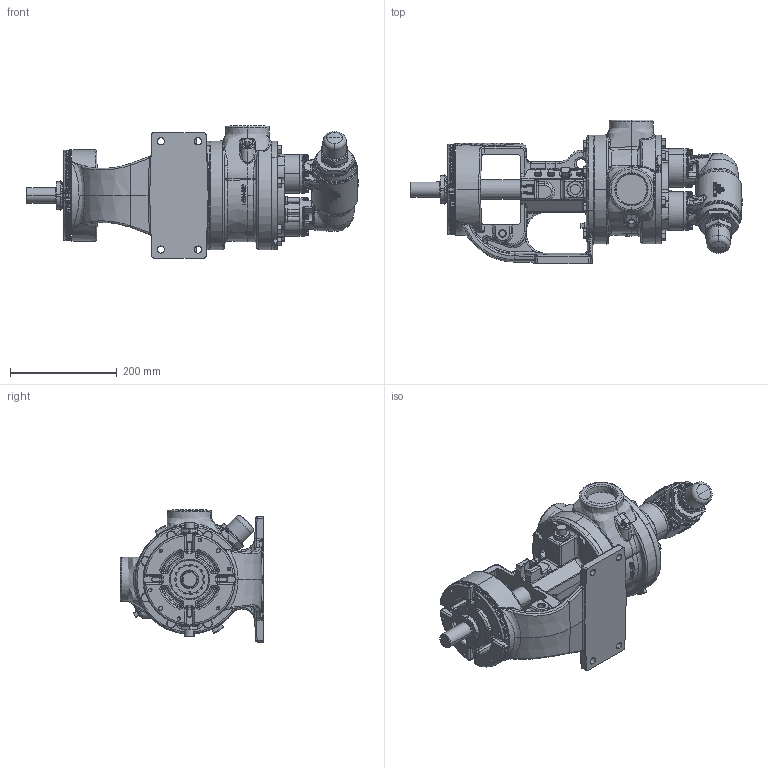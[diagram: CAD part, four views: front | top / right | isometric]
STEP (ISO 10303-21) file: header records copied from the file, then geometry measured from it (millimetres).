
FILE_DESCRIPTION (( 'STEP AP214' ), '1' );
FILE_NAME ('K124E.STEP', '2018-01-29T20:13:27', ( '' ), ( '' ), 'SwSTEP 2.0', 'SolidWorks 2017', '' );
FILE_SCHEMA (( 'AUTOMOTIVE_DESIGN' ));
Length unit declared in the file: inch
Products named in the file (2): K124E
Bounding box: 623.4 x 270.1 x 247.87 mm (x, y, z)
Volume: 9389457.8 mm3; surface area: 652728.8 mm2
Topology: 1 solids, 1 shells, 4343 faces, 11017 edges, 6749 vertices
Faces by surface type: plane 1444, bspline 1108, cone 868, cylinder 668, torus 151, sphere 104
Entity records: 336323 total; most frequent: CARTESIAN_POINT 208960, ORIENTED_EDGE 21802, DIRECTION 16898, EDGE_CURVE 10901, VERTEX_POINT 6745, AXIS2_PLACEMENT_3D 6701, EDGE_LOOP 4570, FACE_OUTER_BOUND 4343
